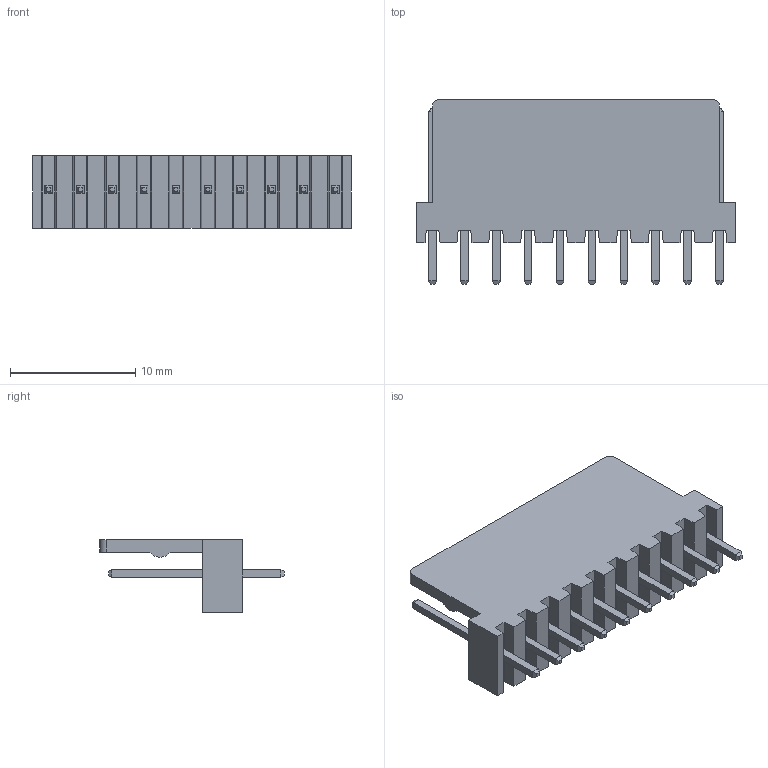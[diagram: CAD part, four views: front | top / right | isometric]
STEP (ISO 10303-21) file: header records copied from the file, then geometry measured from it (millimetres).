
FILE_DESCRIPTION (( 'STEP AP214' ), '1' );
FILE_NAME ('ﾑﾍﾏ389-Nﾂﾏ22(3)-1.STEP', '2019-08-26T12:44:34', ( '' ), ( '' ), 'SwSTEP 2.0', 'SolidWorks 2015', '' );
FILE_SCHEMA (( 'AUTOMOTIVE_DESIGN' ));
Length unit declared in the file: millimetre
Products named in the file (2): ﾑﾍﾏ389-Nﾂﾏ22(3)-1
Bounding box: 25.4 x 14.7 x 5.8 mm (x, y, z)
Volume: 648.5 mm3; surface area: 1352.6 mm2
Topology: 11 solids, 11 shells, 234 faces, 556 edges, 344 vertices
Faces by surface type: plane 231, cylinder 3
Entity records: 9259 total; most frequent: CARTESIAN_POINT 1136, ORIENTED_EDGE 1112, DIRECTION 1034, EDGE_CURVE 556, LINE 550, VECTOR 550, VERTEX_POINT 344, EDGE_LOOP 254
